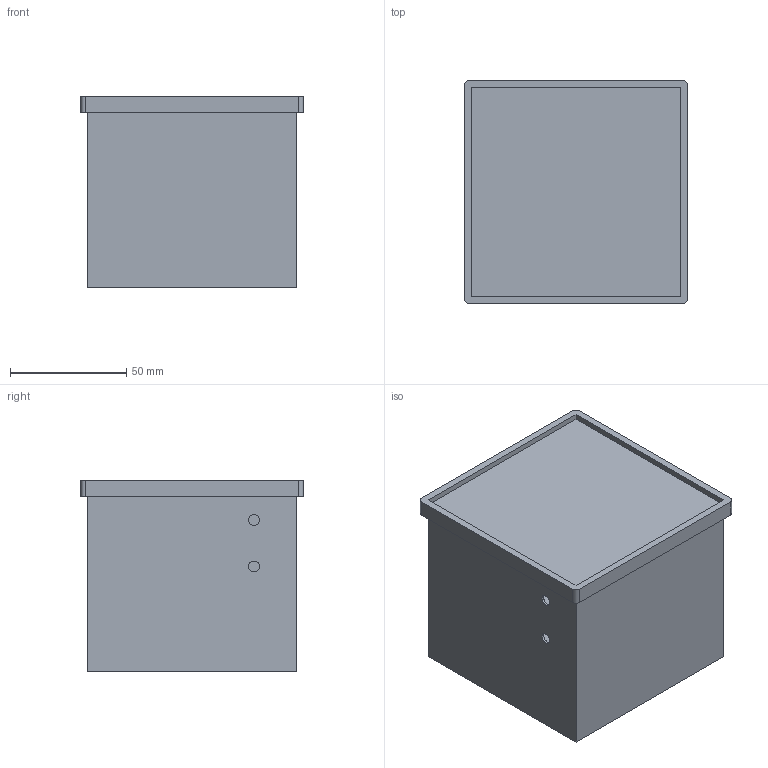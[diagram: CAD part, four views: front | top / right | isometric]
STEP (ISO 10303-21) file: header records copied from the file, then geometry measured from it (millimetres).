
FILE_DESCRIPTION(/* description */ (''),/* implementation_level */ '2;1');
FILE_NAME(/* name */ 'CSQ-3.stp',/* time_stamp */ '2020-07-23T14:34:25+02:00',/* author */ ('awb'),/* organization */ (''),/* preprocessor_version */ 'ST-DEVELOPER v18.1',/* originating_system */ 'Autodesk Inventor 2020',/* authorisation */ '');
FILE_SCHEMA (('AUTOMOTIVE_DESIGN { 1 0 10303 214 3 1 1 }'));
Length unit declared in the file: millimetre
Products named in the file (1): CSQ-3
Bounding box: 96 x 96 x 82.5 mm (x, y, z)
Volume: 77866.6 mm3; surface area: 89131.4 mm2
Topology: 1 solids, 1 shells, 34 faces, 88 edges, 60 vertices
Faces by surface type: plane 26, cylinder 8
Full cylindrical faces by diameter (mm): 4.7 x4
Entity records: 1101 total; most frequent: CARTESIAN_POINT 183, DIRECTION 178, ORIENTED_EDGE 176, EDGE_CURVE 88, LINE 68, VECTOR 68, VERTEX_POINT 60, AXIS2_PLACEMENT_3D 55
